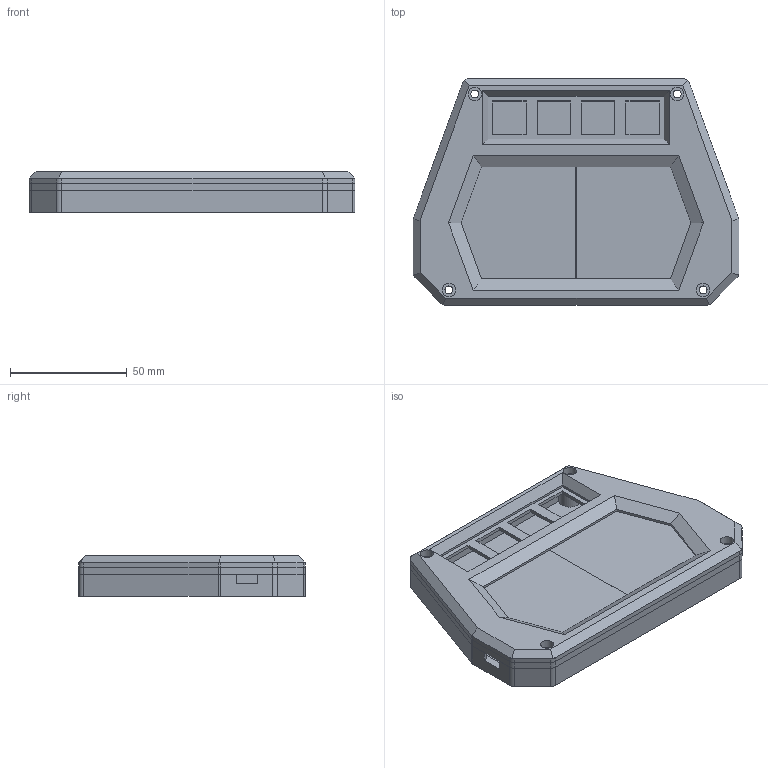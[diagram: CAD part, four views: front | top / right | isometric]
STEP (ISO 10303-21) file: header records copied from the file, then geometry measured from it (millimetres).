
FILE_DESCRIPTION(/* description */ ('','CAx-IF Rec.Pracs.---Representation and Presentation of Product Manufacturing Information (PMI)---4.0---2014-10-13'),/* implementation_level */ '2;1');
FILE_NAME(/* name */ 'KappaPad Chuni v5.step',/* time_stamp */ '2025-02-23T01:28:45-05:00',/* author */ (''),/* organization */ (''),/* preprocessor_version */ 'ST-DEVELOPER v20',/* originating_system */ 'Autodesk Translation Framework v13.20.0.188',/* authorisation */ '');
FILE_SCHEMA (('AP242_MANAGED_MODEL_BASED_3D_ENGINEERING_MIM_LF { 1 0 10303 442 1 1 4 }'));
Length unit declared in the file: millimetre
Products named in the file (1): KappaPad Chuni
Bounding box: 139.52 x 96.91 x 17.5 mm (x, y, z)
Volume: 91904.5 mm3; surface area: 84357.3 mm2
Topology: 4 solids, 4 shells, 208 faces, 556 edges, 367 vertices
Faces by surface type: plane 155, cylinder 53
Full cylindrical faces by diameter (mm): 2 x4, 3.4 x14, 5.7 x4, 10 x1
Entity records: 6597 total; most frequent: CARTESIAN_POINT 1132, ORIENTED_EDGE 1112, DIRECTION 1088, EDGE_CURVE 556, LINE 442, VECTOR 442, VERTEX_POINT 367, AXIS2_PLACEMENT_3D 323
